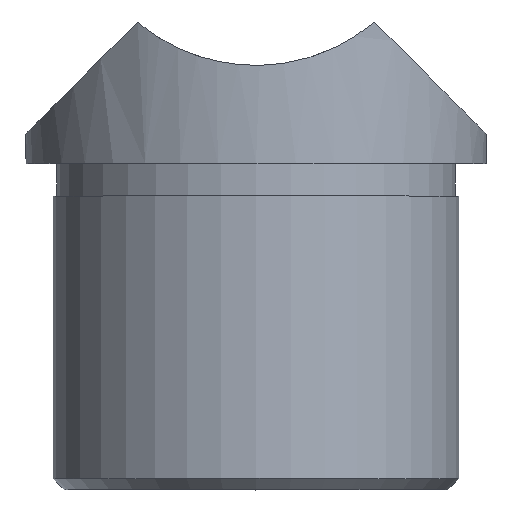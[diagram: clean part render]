
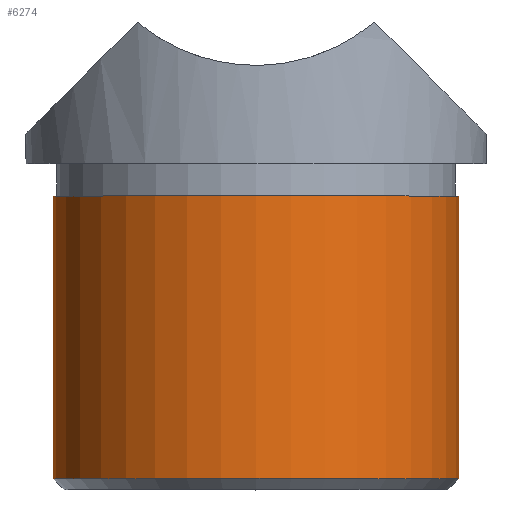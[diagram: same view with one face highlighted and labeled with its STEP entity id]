
A CAD part, top view. The second image highlights one B-rep face of the part: STEP entity #6274.
In plain terms, the highlighted cylindrical face has radius 18.65 mm (diameter 37.3 mm), a full revolution.
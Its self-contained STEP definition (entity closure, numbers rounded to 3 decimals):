
#335 = ORIENTED_EDGE ( 'NONE', *, *, #13018, .T. ) ;
#377 = EDGE_LOOP ( 'NONE', ( #1801 ) ) ;
#950 = AXIS2_PLACEMENT_3D ( 'NONE', #12525, #13548, #7930 ) ;
#957 = CARTESIAN_POINT ( 'NONE',  ( 0., -3., -18.65 ) ) ;
#1801 = ORIENTED_EDGE ( 'NONE', *, *, #6847, .T. ) ;
#2374 = FACE_OUTER_BOUND ( 'NONE', #9360, .T. ) ;
#2400 = DIRECTION ( 'NONE',  ( 0., 0., 1. ) ) ;
#2480 = DIRECTION ( 'NONE',  ( 0., -1., 0. ) ) ;
#2765 = AXIS2_PLACEMENT_3D ( 'NONE', #3588, #2480, #13871 ) ;
#3342 = CIRCLE ( 'NONE', #950, 18.65 ) ;
#3588 = CARTESIAN_POINT ( 'NONE',  ( 0., -3., 0. ) ) ;
#5604 = CYLINDRICAL_SURFACE ( 'NONE', #11471, 18.65 ) ;
#6274 = ADVANCED_FACE ( 'NONE', ( #2374, #13138 ), #5604, .T. ) ;
#6847 = EDGE_CURVE ( 'NONE', #10831, #10831, #7908, .T. ) ;
#7053 = CARTESIAN_POINT ( 'NONE',  ( 0., -30., 0. ) ) ;
#7908 = CIRCLE ( 'NONE', #2765, 18.65 ) ;
#7930 = DIRECTION ( 'NONE',  ( 0., 0., -1. ) ) ;
#9360 = EDGE_LOOP ( 'NONE', ( #335 ) ) ;
#10176 = CARTESIAN_POINT ( 'NONE',  ( 0., -29., -18.65 ) ) ;
#10831 = VERTEX_POINT ( 'NONE', #957 ) ;
#11471 = AXIS2_PLACEMENT_3D ( 'NONE', #7053, #13941, #2400 ) ;
#12525 = CARTESIAN_POINT ( 'NONE',  ( 0., -29., 0. ) ) ;
#13018 = EDGE_CURVE ( 'NONE', #13685, #13685, #3342, .T. ) ;
#13138 = FACE_OUTER_BOUND ( 'NONE', #377, .T. ) ;
#13548 = DIRECTION ( 'NONE',  ( 0., 1., 0. ) ) ;
#13685 = VERTEX_POINT ( 'NONE', #10176 ) ;
#13871 = DIRECTION ( 'NONE',  ( 0., 0., -1. ) ) ;
#13941 = DIRECTION ( 'NONE',  ( 0., 1., 0. ) ) ;
